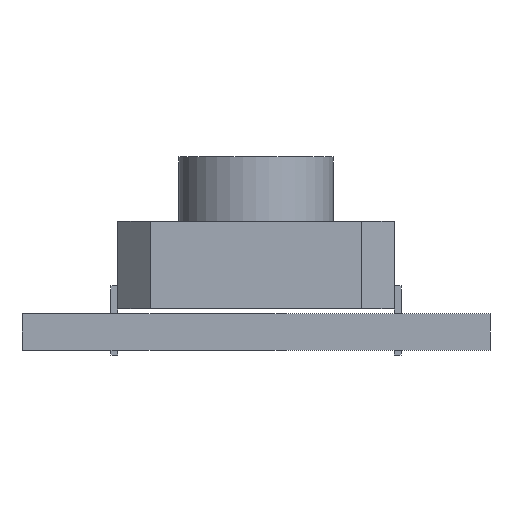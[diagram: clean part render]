
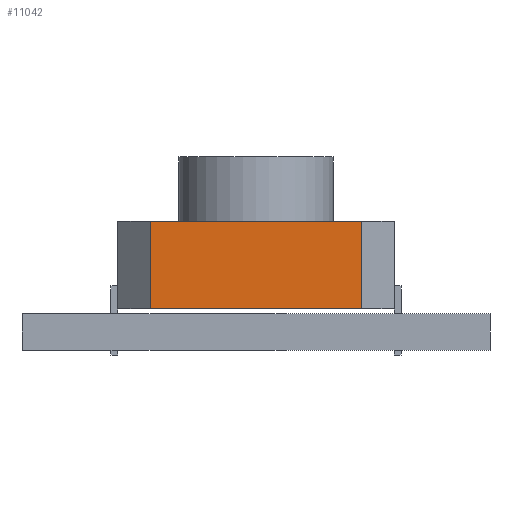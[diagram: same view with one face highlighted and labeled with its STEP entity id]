
A CAD part, front view. The second image highlights one B-rep face of the part: STEP entity #11042.
In plain terms, the highlighted planar face has unit normal (0, -1, 0).
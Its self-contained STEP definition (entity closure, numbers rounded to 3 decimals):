
#4070 = PLANE('',#4071);
#4071 = AXIS2_PLACEMENT_3D('',#4072,#4073,#4074);
#4072 = CARTESIAN_POINT('',(87.98,-176.18,1.8));
#4073 = DIRECTION('',(0.,0.,-1.));
#4074 = DIRECTION('',(-1.,0.,0.));
#7396 = PLANE('',#7397);
#7397 = AXIS2_PLACEMENT_3D('',#7398,#7399,#7400);
#7398 = CARTESIAN_POINT('',(87.98,-176.18,5.6));
#7399 = DIRECTION('',(0.,0.,-1.));
#7400 = DIRECTION('',(-1.,0.,0.));
#7422 = PLANE('',#7423);
#7423 = AXIS2_PLACEMENT_3D('',#7424,#7425,#7426);
#7424 = CARTESIAN_POINT('',(99.275,-175.475,1.8));
#7425 = DIRECTION('',(0.707,-0.707,0.)
  );
#7426 = DIRECTION('',(0.,0.,-1.));
#7437 = EDGE_CURVE('',#7438,#7440,#7442,.T.);
#7438 = VERTEX_POINT('',#7439);
#7439 = CARTESIAN_POINT('',(89.39,-176.18,1.8));
#7440 = VERTEX_POINT('',#7441);
#7441 = CARTESIAN_POINT('',(98.57,-176.18,1.8));
#7442 = SURFACE_CURVE('',#7443,(#7447,#7454),.PCURVE_S1.);
#7443 = LINE('',#7444,#7445);
#7444 = CARTESIAN_POINT('',(87.98,-176.18,1.8));
#7445 = VECTOR('',#7446,1.);
#7446 = DIRECTION('',(1.,0.,0.));
#7447 = PCURVE('',#4070,#7448);
#7448 = DEFINITIONAL_REPRESENTATION('',(#7449),#7453);
#7449 = LINE('',#7450,#7451);
#7450 = CARTESIAN_POINT('',(0.,0.));
#7451 = VECTOR('',#7452,1.);
#7452 = DIRECTION('',(-1.,0.));
#7453 = ( GEOMETRIC_REPRESENTATION_CONTEXT(2) 
PARAMETRIC_REPRESENTATION_CONTEXT() REPRESENTATION_CONTEXT('2D SPACE',''
  ) );
#7454 = PCURVE('',#7455,#7460);
#7455 = PLANE('',#7456);
#7456 = AXIS2_PLACEMENT_3D('',#7457,#7458,#7459);
#7457 = CARTESIAN_POINT('',(87.98,-176.18,1.8));
#7458 = DIRECTION('',(0.,1.,0.));
#7459 = DIRECTION('',(1.,0.,0.));
#7460 = DEFINITIONAL_REPRESENTATION('',(#7461),#7465);
#7461 = LINE('',#7462,#7463);
#7462 = CARTESIAN_POINT('',(0.,0.));
#7463 = VECTOR('',#7464,1.);
#7464 = DIRECTION('',(1.,0.));
#7465 = ( GEOMETRIC_REPRESENTATION_CONTEXT(2) 
PARAMETRIC_REPRESENTATION_CONTEXT() REPRESENTATION_CONTEXT('2D SPACE',''
  ) );
#7483 = PLANE('',#7484);
#7484 = AXIS2_PLACEMENT_3D('',#7485,#7486,#7487);
#7485 = CARTESIAN_POINT('',(88.685,-175.475,1.8));
#7486 = DIRECTION('',(-0.707,-0.707,0.));
#7487 = DIRECTION('',(0.,0.,1.));
#10845 = EDGE_CURVE('',#10846,#10848,#10850,.T.);
#10846 = VERTEX_POINT('',#10847);
#10847 = CARTESIAN_POINT('',(89.39,-176.18,5.6));
#10848 = VERTEX_POINT('',#10849);
#10849 = CARTESIAN_POINT('',(98.57,-176.18,5.6));
#10850 = SURFACE_CURVE('',#10851,(#10855,#10862),.PCURVE_S1.);
#10851 = LINE('',#10852,#10853);
#10852 = CARTESIAN_POINT('',(87.98,-176.18,5.6));
#10853 = VECTOR('',#10854,1.);
#10854 = DIRECTION('',(1.,0.,0.));
#10855 = PCURVE('',#7396,#10856);
#10856 = DEFINITIONAL_REPRESENTATION('',(#10857),#10861);
#10857 = LINE('',#10858,#10859);
#10858 = CARTESIAN_POINT('',(0.,0.));
#10859 = VECTOR('',#10860,1.);
#10860 = DIRECTION('',(-1.,0.));
#10861 = ( GEOMETRIC_REPRESENTATION_CONTEXT(2) 
PARAMETRIC_REPRESENTATION_CONTEXT() REPRESENTATION_CONTEXT('2D SPACE',''
  ) );
#10862 = PCURVE('',#7455,#10863);
#10863 = DEFINITIONAL_REPRESENTATION('',(#10864),#10868);
#10864 = LINE('',#10865,#10866);
#10865 = CARTESIAN_POINT('',(0.,-3.8));
#10866 = VECTOR('',#10867,1.);
#10867 = DIRECTION('',(1.,0.));
#10868 = ( GEOMETRIC_REPRESENTATION_CONTEXT(2) 
PARAMETRIC_REPRESENTATION_CONTEXT() REPRESENTATION_CONTEXT('2D SPACE',''
  ) );
#11020 = EDGE_CURVE('',#7440,#10848,#11021,.T.);
#11021 = SURFACE_CURVE('',#11022,(#11026,#11033),.PCURVE_S1.);
#11022 = LINE('',#11023,#11024);
#11023 = CARTESIAN_POINT('',(98.57,-176.18,1.8));
#11024 = VECTOR('',#11025,1.);
#11025 = DIRECTION('',(0.,0.,1.));
#11026 = PCURVE('',#7422,#11027);
#11027 = DEFINITIONAL_REPRESENTATION('',(#11028),#11032);
#11028 = LINE('',#11029,#11030);
#11029 = CARTESIAN_POINT('',(0.,-0.997));
#11030 = VECTOR('',#11031,1.);
#11031 = DIRECTION('',(-1.,0.));
#11032 = ( GEOMETRIC_REPRESENTATION_CONTEXT(2) 
PARAMETRIC_REPRESENTATION_CONTEXT() REPRESENTATION_CONTEXT('2D SPACE',''
  ) );
#11033 = PCURVE('',#7455,#11034);
#11034 = DEFINITIONAL_REPRESENTATION('',(#11035),#11039);
#11035 = LINE('',#11036,#11037);
#11036 = CARTESIAN_POINT('',(10.59,0.));
#11037 = VECTOR('',#11038,1.);
#11038 = DIRECTION('',(0.,-1.));
#11039 = ( GEOMETRIC_REPRESENTATION_CONTEXT(2) 
PARAMETRIC_REPRESENTATION_CONTEXT() REPRESENTATION_CONTEXT('2D SPACE',''
  ) );
#11042 = ADVANCED_FACE('',(#11043),#7455,.F.);
#11043 = FACE_BOUND('',#11044,.F.);
#11044 = EDGE_LOOP('',(#11045,#11046,#11067,#11068));
#11045 = ORIENTED_EDGE('',*,*,#7437,.F.);
#11046 = ORIENTED_EDGE('',*,*,#11047,.T.);
#11047 = EDGE_CURVE('',#7438,#10846,#11048,.T.);
#11048 = SURFACE_CURVE('',#11049,(#11053,#11060),.PCURVE_S1.);
#11049 = LINE('',#11050,#11051);
#11050 = CARTESIAN_POINT('',(89.39,-176.18,1.8));
#11051 = VECTOR('',#11052,1.);
#11052 = DIRECTION('',(0.,0.,1.));
#11053 = PCURVE('',#7455,#11054);
#11054 = DEFINITIONAL_REPRESENTATION('',(#11055),#11059);
#11055 = LINE('',#11056,#11057);
#11056 = CARTESIAN_POINT('',(1.41,0.));
#11057 = VECTOR('',#11058,1.);
#11058 = DIRECTION('',(0.,-1.));
#11059 = ( GEOMETRIC_REPRESENTATION_CONTEXT(2) 
PARAMETRIC_REPRESENTATION_CONTEXT() REPRESENTATION_CONTEXT('2D SPACE',''
  ) );
#11060 = PCURVE('',#7483,#11061);
#11061 = DEFINITIONAL_REPRESENTATION('',(#11062),#11066);
#11062 = LINE('',#11063,#11064);
#11063 = CARTESIAN_POINT('',(0.,-0.997));
#11064 = VECTOR('',#11065,1.);
#11065 = DIRECTION('',(1.,0.));
#11066 = ( GEOMETRIC_REPRESENTATION_CONTEXT(2) 
PARAMETRIC_REPRESENTATION_CONTEXT() REPRESENTATION_CONTEXT('2D SPACE',''
  ) );
#11067 = ORIENTED_EDGE('',*,*,#10845,.T.);
#11068 = ORIENTED_EDGE('',*,*,#11020,.F.);
